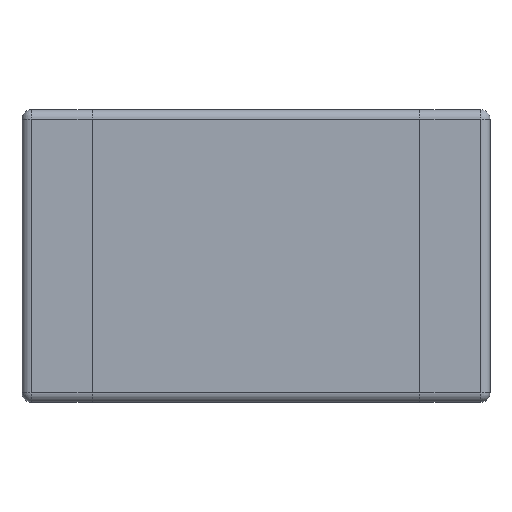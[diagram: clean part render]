
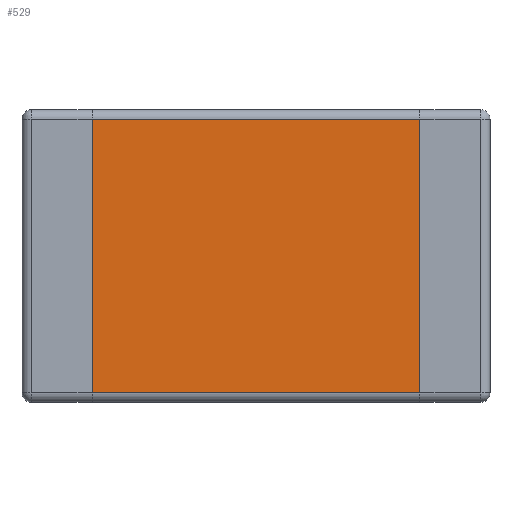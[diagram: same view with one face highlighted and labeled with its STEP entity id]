
A CAD part, top view. The second image highlights one B-rep face of the part: STEP entity #529.
In plain terms, the highlighted planar face has unit normal (0, 0, 1).
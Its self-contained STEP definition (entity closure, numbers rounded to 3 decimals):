
#32=PLANE('',#602);
#71=LINE('',#893,#119);
#73=LINE('',#899,#121);
#77=LINE('',#909,#125);
#78=LINE('',#910,#126);
#119=VECTOR('',#741,10.);
#121=VECTOR('',#747,10.);
#125=VECTOR('',#755,10.);
#126=VECTOR('',#756,10.);
#173=FACE_OUTER_BOUND('',#207,.T.);
#207=EDGE_LOOP('',(#471,#472,#473,#474));
#270=VERTEX_POINT('',#890);
#271=VERTEX_POINT('',#892);
#273=VERTEX_POINT('',#898);
#277=VERTEX_POINT('',#908);
#336=EDGE_CURVE('',#270,#271,#71,.T.);
#339=EDGE_CURVE('',#273,#271,#73,.T.);
#344=EDGE_CURVE('',#270,#277,#77,.T.);
#345=EDGE_CURVE('',#273,#277,#78,.T.);
#471=ORIENTED_EDGE('',*,*,#336,.F.);
#472=ORIENTED_EDGE('',*,*,#344,.T.);
#473=ORIENTED_EDGE('',*,*,#345,.F.);
#474=ORIENTED_EDGE('',*,*,#339,.T.);
#529=ADVANCED_FACE('',(#173),#32,.T.);
#602=AXIS2_PLACEMENT_3D('',#907,#753,#754);
#741=DIRECTION('',(1.,0.,0.));
#747=DIRECTION('',(0.,1.,0.));
#753=DIRECTION('center_axis',(0.,0.,1.));
#754=DIRECTION('ref_axis',(1.,0.,0.));
#755=DIRECTION('',(0.,-1.,0.));
#756=DIRECTION('',(-1.,0.,0.));
#890=CARTESIAN_POINT('',(-0.7,0.585,0.45));
#892=CARTESIAN_POINT('',(0.7,0.585,0.45));
#893=CARTESIAN_POINT('',(0.35,0.585,0.45));
#898=CARTESIAN_POINT('',(0.7,-0.585,0.45));
#899=CARTESIAN_POINT('',(0.7,-0.625,0.45));
#907=CARTESIAN_POINT('Origin',(0.,0.,0.45));
#908=CARTESIAN_POINT('',(-0.7,-0.585,0.45));
#909=CARTESIAN_POINT('',(-0.7,0.625,0.45));
#910=CARTESIAN_POINT('',(-0.35,-0.585,0.45));
